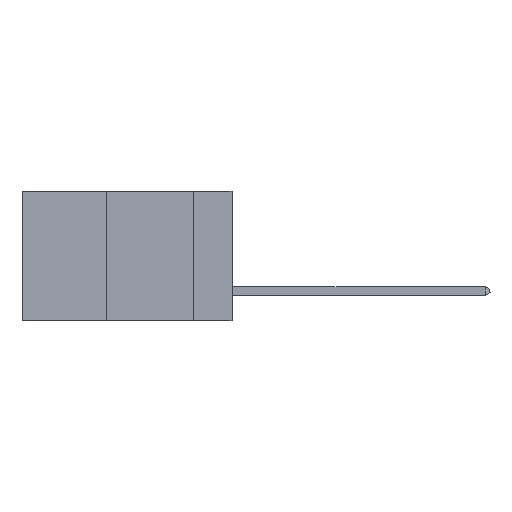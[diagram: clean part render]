
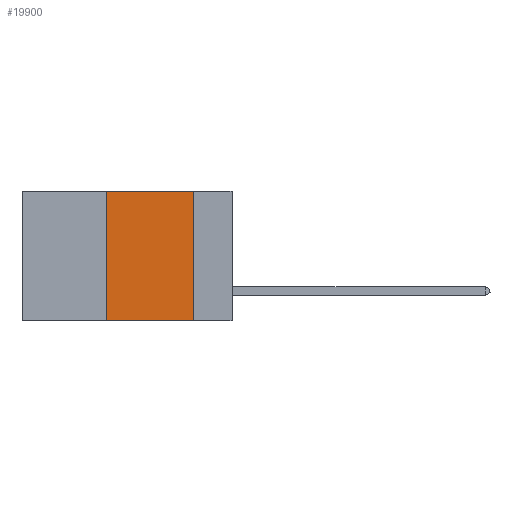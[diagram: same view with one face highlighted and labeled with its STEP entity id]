
A CAD part, left-side view. The second image highlights one B-rep face of the part: STEP entity #19900.
In plain terms, the highlighted planar face has unit normal (-1, 0, 0).
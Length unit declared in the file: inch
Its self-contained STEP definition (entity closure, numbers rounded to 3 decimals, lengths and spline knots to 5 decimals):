
#1235 = CARTESIAN_POINT ( 'NONE',  ( 0., 0.6, 0. ) ) ;
#1259 = VERTEX_POINT ( 'NONE', #18832 ) ;
#1419 = DIRECTION ( 'NONE',  ( 0., 0., 1. ) ) ;
#1890 = CARTESIAN_POINT ( 'NONE',  ( 0., 0.36, -0.37 ) ) ;
#2553 = VERTEX_POINT ( 'NONE', #5857 ) ;
#3045 = PLANE ( 'NONE',  #21746 ) ;
#3564 = LINE ( 'NONE', #10908, #11496 ) ;
#3640 = CARTESIAN_POINT ( 'NONE',  ( 0., 0.36, 0. ) ) ;
#4200 = VECTOR ( 'NONE', #21274, 39.37008 ) ;
#4952 = DIRECTION ( 'NONE',  ( 0., 0., -1. ) ) ;
#5276 = EDGE_CURVE ( 'NONE', #12111, #1259, #9714, .T. ) ;
#5857 = CARTESIAN_POINT ( 'NONE',  ( 0., 0.11, 0. ) ) ;
#6653 = DIRECTION ( 'NONE',  ( 0., -1., 0. ) ) ;
#6743 = CARTESIAN_POINT ( 'NONE',  ( 0., 0.11, 0. ) ) ;
#7399 = ORIENTED_EDGE ( 'NONE', *, *, #19241, .F. ) ;
#7503 = VERTEX_POINT ( 'NONE', #3640 ) ;
#8669 = ORIENTED_EDGE ( 'NONE', *, *, #25056, .F. ) ;
#9714 = LINE ( 'NONE', #11438, #4200 ) ;
#9782 = ORIENTED_EDGE ( 'NONE', *, *, #24003, .F. ) ;
#10887 = DIRECTION ( 'NONE',  ( 0., 0., -1. ) ) ;
#10908 = CARTESIAN_POINT ( 'NONE',  ( 0., 0.6, 0. ) ) ;
#11269 = VECTOR ( 'NONE', #4952, 39.37008 ) ;
#11294 = LINE ( 'NONE', #6743, #11269 ) ;
#11438 = CARTESIAN_POINT ( 'NONE',  ( 0., 0.6, -0.37 ) ) ;
#11496 = VECTOR ( 'NONE', #6653, 39.37008 ) ;
#12111 = VERTEX_POINT ( 'NONE', #1890 ) ;
#13045 = VECTOR ( 'NONE', #1419, 39.37008 ) ;
#13774 = EDGE_LOOP ( 'NONE', ( #7399, #9782, #8669, #23786 ) ) ;
#18832 = CARTESIAN_POINT ( 'NONE',  ( 0., 0.11, -0.37 ) ) ;
#19241 = EDGE_CURVE ( 'NONE', #2553, #1259, #11294, .T. ) ;
#19900 = ADVANCED_FACE ( 'NONE', ( #19991 ), #3045, .F. ) ;
#19991 = FACE_OUTER_BOUND ( 'NONE', #13774, .T. ) ;
#21274 = DIRECTION ( 'NONE',  ( 0., -1., 0. ) ) ;
#21746 = AXIS2_PLACEMENT_3D ( 'NONE', #1235, #22685, #10887 ) ;
#22685 = DIRECTION ( 'NONE',  ( 1., 0., 0. ) ) ;
#22970 = CARTESIAN_POINT ( 'NONE',  ( 0., 0.36, 0. ) ) ;
#23450 = LINE ( 'NONE', #22970, #13045 ) ;
#23786 = ORIENTED_EDGE ( 'NONE', *, *, #5276, .T. ) ;
#24003 = EDGE_CURVE ( 'NONE', #7503, #2553, #3564, .T. ) ;
#25056 = EDGE_CURVE ( 'NONE', #12111, #7503, #23450, .T. ) ;
